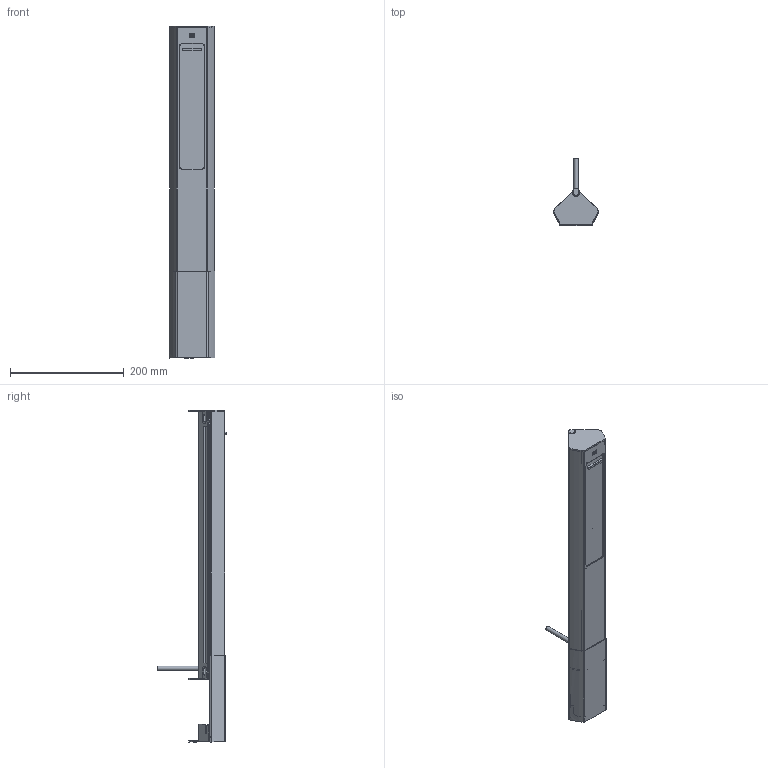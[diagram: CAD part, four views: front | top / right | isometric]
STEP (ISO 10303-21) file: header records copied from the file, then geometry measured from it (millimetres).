
FILE_DESCRIPTION(/* description */ (''),/* implementation_level */ '2;1');
FILE_NAME(/* name */ 'BG_CASIA 2_4xCEE7_3_Abdeckschieber.stp',/* time_stamp */ '2023-05-16T14:47:11+02:00',/* author */ ('patrick.elbert'),/* organization */ (''),/* preprocessor_version */ 'ST-DEVELOPER v18.1',/* originating_system */ 'Autodesk Inventor 2022',/* authorisation */ '');
FILE_SCHEMA (('AUTOMOTIVE_DESIGN { 1 0 10303 214 3 1 1 }'));
Products named in the file (1): BG_CASIA 2_4xCEE7_3_Abdeckschieber_Vereinfachen_1
Bounding box: 80.56 x 120.5 x 585 mm (x, y, z)
Volume: 411360.1 mm3; surface area: 519288.5 mm2
Topology: 1 solids, 1 shells, 8741 faces, 23791 edges, 15124 vertices
Faces by surface type: plane 5267, cylinder 1885, bspline 1132, torus 270, cone 98, sphere 89
Full cylindrical faces by diameter (mm): 1.3 x8, 1.4 x8, 2.257 x4, 2.43 x4, 2.5 x24, 2.9 x4, 3 x10, 3.2 x20, 3.6 x4, 4.166 x4, 4.34 x4, 5.1 x4, 5.2 x4, 5.5 x8, 5.6 x4, 5.7 x4, 7.5 x2, 8.5 x8, 39 x4
Entity records: 304779 total; most frequent: CARTESIAN_POINT 80096, ORIENTED_EDGE 47498, DIRECTION 41026, EDGE_CURVE 23749, LINE 16814, VECTOR 16814, VERTEX_POINT 15124, AXIS2_PLACEMENT_3D 12106
